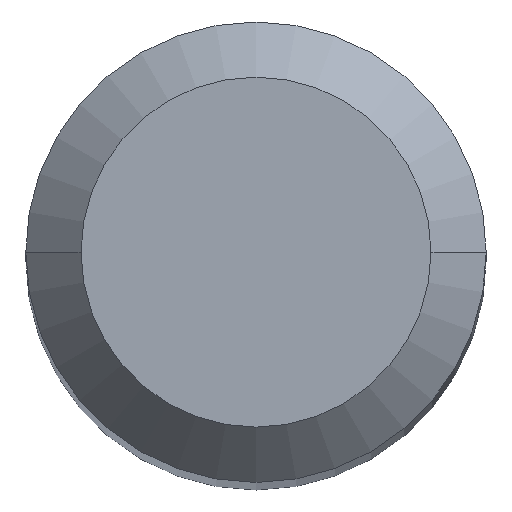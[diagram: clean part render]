
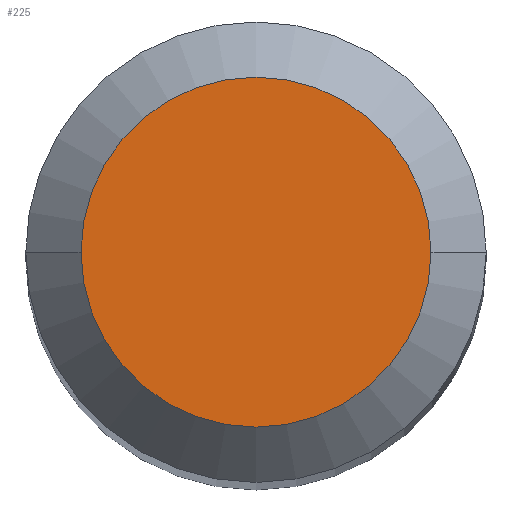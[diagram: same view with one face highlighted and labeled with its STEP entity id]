
A CAD part, top view. The second image highlights one B-rep face of the part: STEP entity #225.
In plain terms, the highlighted planar face has unit normal (0, 0, 1).
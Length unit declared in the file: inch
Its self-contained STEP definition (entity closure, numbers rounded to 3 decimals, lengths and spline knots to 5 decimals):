
#7 = CARTESIAN_POINT ( 'NONE',  ( 0., 0., 1.5 ) ) ;
#8 = EDGE_CURVE ( 'NONE', #60, #287, #183, .T. ) ;
#21 = DIRECTION ( 'NONE',  ( 0., 0., 1. ) ) ;
#37 = ORIENTED_EDGE ( 'NONE', *, *, #52, .T. ) ;
#39 = CARTESIAN_POINT ( 'NONE',  ( 0., 0., 1.5 ) ) ;
#44 = DIRECTION ( 'NONE',  ( 1., 0., 0. ) ) ;
#45 = FACE_OUTER_BOUND ( 'NONE', #263, .T. ) ;
#52 = EDGE_CURVE ( 'NONE', #287, #60, #88, .T. ) ;
#60 = VERTEX_POINT ( 'NONE', #283 ) ;
#88 = CIRCLE ( 'NONE', #141, 0.0475 ) ;
#93 = AXIS2_PLACEMENT_3D ( 'NONE', #39, #131, #211 ) ;
#126 = AXIS2_PLACEMENT_3D ( 'NONE', #200, #21, #44 ) ;
#131 = DIRECTION ( 'NONE',  ( 0., 0., 1. ) ) ;
#141 = AXIS2_PLACEMENT_3D ( 'NONE', #7, #260, #281 ) ;
#154 = ORIENTED_EDGE ( 'NONE', *, *, #8, .T. ) ;
#183 = CIRCLE ( 'NONE', #93, 0.0475 ) ;
#200 = CARTESIAN_POINT ( 'NONE',  ( 0., 0., 1.5 ) ) ;
#211 = DIRECTION ( 'NONE',  ( 1., 0., 0. ) ) ;
#225 = ADVANCED_FACE ( 'NONE', ( #45 ), #253, .T. ) ;
#253 = PLANE ( 'NONE',  #126 ) ;
#260 = DIRECTION ( 'NONE',  ( 0., 0., 1. ) ) ;
#263 = EDGE_LOOP ( 'NONE', ( #154, #37 ) ) ;
#281 = DIRECTION ( 'NONE',  ( 1., 0., 0. ) ) ;
#283 = CARTESIAN_POINT ( 'NONE',  ( -0.0475, 0., 1.5 ) ) ;
#287 = VERTEX_POINT ( 'NONE', #290 ) ;
#290 = CARTESIAN_POINT ( 'NONE',  ( 0.0475, 0., 1.5 ) ) ;
